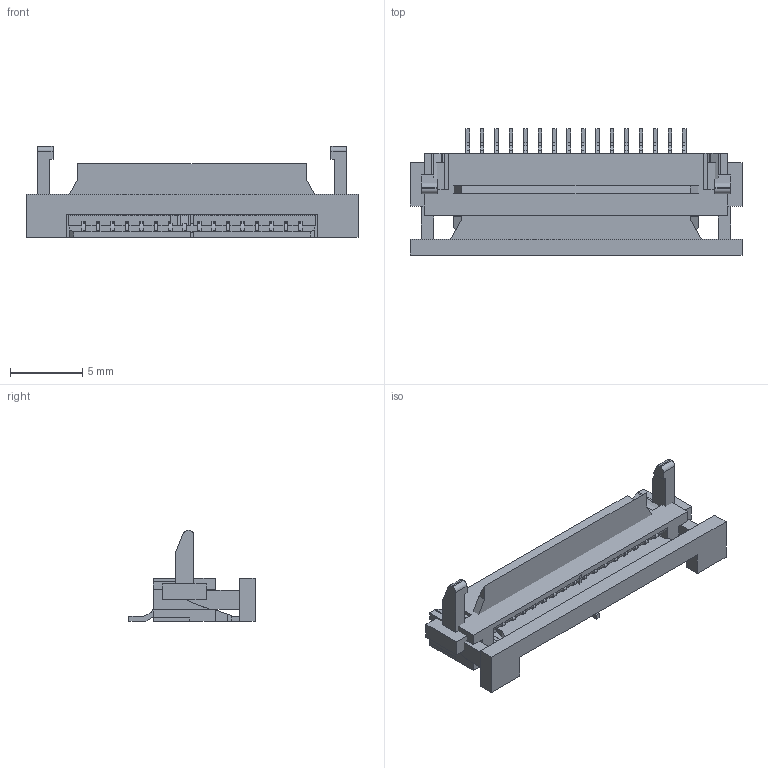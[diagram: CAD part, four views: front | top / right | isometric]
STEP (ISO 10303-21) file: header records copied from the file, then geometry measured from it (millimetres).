
FILE_DESCRIPTION( ( 'Unknown' ), '1' );
FILE_NAME( '68611614422.stp', 'Unknown', ( 'Unknown' ), ( 'Unknown' ), 'XStep 1.0', 'Unknown', ' ' );
FILE_SCHEMA( ( 'automotive_design' ) );
Length unit declared in the file: millimetre
Products named in the file (6): Assem1; Gehäuse; Verschluss; Pin1; Pin_rechts; Pin_rechts_mir
Bounding box: 23 x 8.75 x 6.31 mm (x, y, z)
Volume: 523.2 mm3; surface area: 2208.3 mm2
Topology: 25 solids, 25 shells, 1373 faces, 4097 edges, 2682 vertices
Faces by surface type: plane 859, cylinder 514
Entity records: 18487 total; most frequent: ORIENTED_EDGE 2792, CARTESIAN_POINT 2777, DIRECTION 2652, EDGE_CURVE 1396, LINE 1090, VECTOR 1090, VERTEX_POINT 906, AXIS2_PLACEMENT_3D 781
